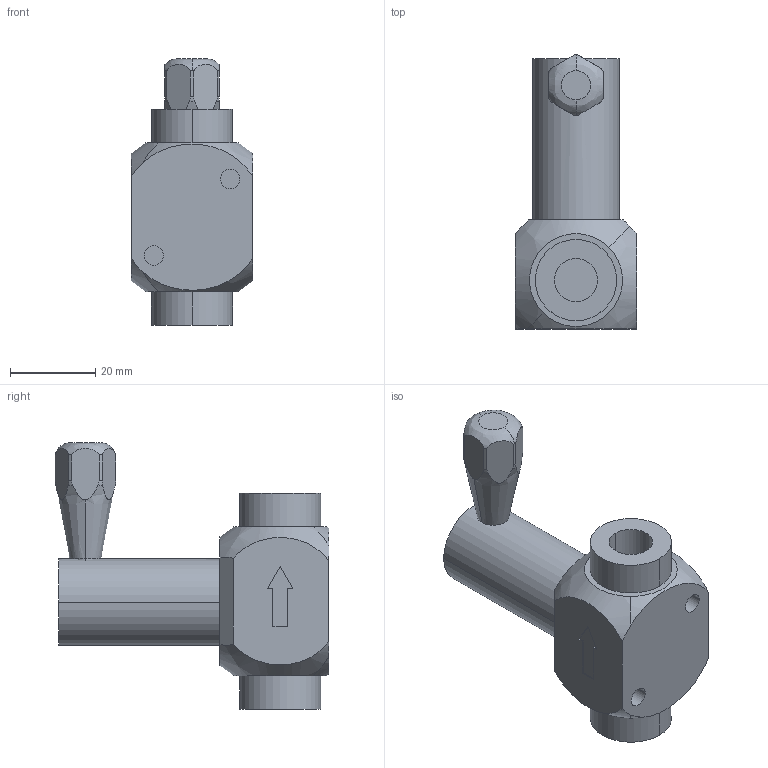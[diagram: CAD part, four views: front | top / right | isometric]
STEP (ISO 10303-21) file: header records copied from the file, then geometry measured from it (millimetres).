
FILE_DESCRIPTION((''),'2;1');
FILE_NAME('MVLV-0805-SA_ASM','2023-07-21T09:18:25',('DLachman'),('MATHESON TRI-GAS'),'CREO PARAMETRIC BY PTC INC, 2022281','CREO PARAMETRIC BY PTC INC, 2022281','');
FILE_SCHEMA(('CONFIG_CONTROL_DESIGN'));
Length unit declared in the file: inch
Products named in the file (3): MVLV-0805-SA_AF0; MVLV-0792-HANDLE; MVLV-0805-SA_ASM
Assembly tree (2 placements, depth 2):
  MVLV-0805-SA_ASM
    MVLV-0805-SA_AF0
    MVLV-0792-HANDLE
Bounding box: 28.57 x 64.26 x 62.65 mm (x, y, z)
Volume: 41887.3 mm3; surface area: 9910 mm2
Topology: 2 solids, 2 shells, 79 faces, 192 edges, 128 vertices
Faces by surface type: plane 41, cylinder 24, bspline 12, cone 2
Entity records: 3009 total; most frequent: CARTESIAN_POINT 1121, ORIENTED_EDGE 384, DIRECTION 360, EDGE_CURVE 192, AXIS2_PLACEMENT_3D 140, VERTEX_POINT 128, EDGE_LOOP 90, VECTOR 80
